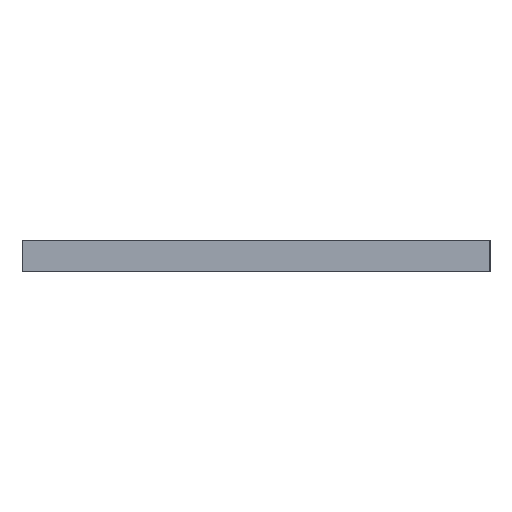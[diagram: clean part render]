
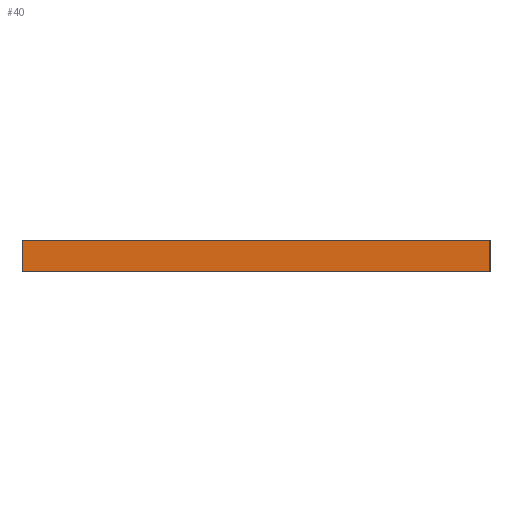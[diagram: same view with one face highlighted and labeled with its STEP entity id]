
A CAD part, left-side view. The second image highlights one B-rep face of the part: STEP entity #40.
In plain terms, the highlighted planar face has unit normal (-1, 0, 0).
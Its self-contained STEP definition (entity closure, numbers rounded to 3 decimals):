
#40 = ADVANCED_FACE( '', ( #74 ), #75, .F. );
#74 = FACE_OUTER_BOUND( '', #99, .T. );
#75 = PLANE( '', #100 );
#99 = EDGE_LOOP( '', ( #143, #144, #145, #146 ) );
#100 = AXIS2_PLACEMENT_3D( '', #147, #148, #149 );
#143 = ORIENTED_EDGE( '', *, *, #161, .T. );
#144 = ORIENTED_EDGE( '', *, *, #154, .F. );
#145 = ORIENTED_EDGE( '', *, *, #164, .F. );
#146 = ORIENTED_EDGE( '', *, *, #166, .T. );
#147 = CARTESIAN_POINT( '', ( 0., 15., 1. ) );
#148 = DIRECTION( '', ( 1., 0., 0. ) );
#149 = DIRECTION( '', ( 0., 0., -1. ) );
#154 = EDGE_CURVE( '', #174, #169, #176, .T. );
#161 = EDGE_CURVE( '', #184, #169, #186, .T. );
#164 = EDGE_CURVE( '', #188, #174, #190, .T. );
#166 = EDGE_CURVE( '', #188, #184, #192, .T. );
#169 = VERTEX_POINT( '', #195 );
#174 = VERTEX_POINT( '', #202 );
#176 = LINE( '', #205, #206 );
#184 = VERTEX_POINT( '', #217 );
#186 = LINE( '', #220, #221 );
#188 = VERTEX_POINT( '', #223 );
#190 = LINE( '', #226, #227 );
#192 = LINE( '', #229, #230 );
#195 = CARTESIAN_POINT( '', ( 0., 0., 0. ) );
#202 = CARTESIAN_POINT( '', ( 0., 0., 1. ) );
#205 = CARTESIAN_POINT( '', ( 0., 0., 1. ) );
#206 = VECTOR( '', #235, 1000. );
#217 = CARTESIAN_POINT( '', ( 0., 15., 0. ) );
#220 = CARTESIAN_POINT( '', ( 0., 15., 0. ) );
#221 = VECTOR( '', #240, 1000. );
#223 = CARTESIAN_POINT( '', ( 0., 15., 1. ) );
#226 = CARTESIAN_POINT( '', ( 0., 15., 1. ) );
#227 = VECTOR( '', #242, 1000. );
#229 = CARTESIAN_POINT( '', ( 0., 15., 1. ) );
#230 = VECTOR( '', #243, 1000. );
#235 = DIRECTION( '', ( 0., 0., -1. ) );
#240 = DIRECTION( '', ( 0., -1., 0. ) );
#242 = DIRECTION( '', ( 0., -1., 0. ) );
#243 = DIRECTION( '', ( 0., 0., -1. ) );
